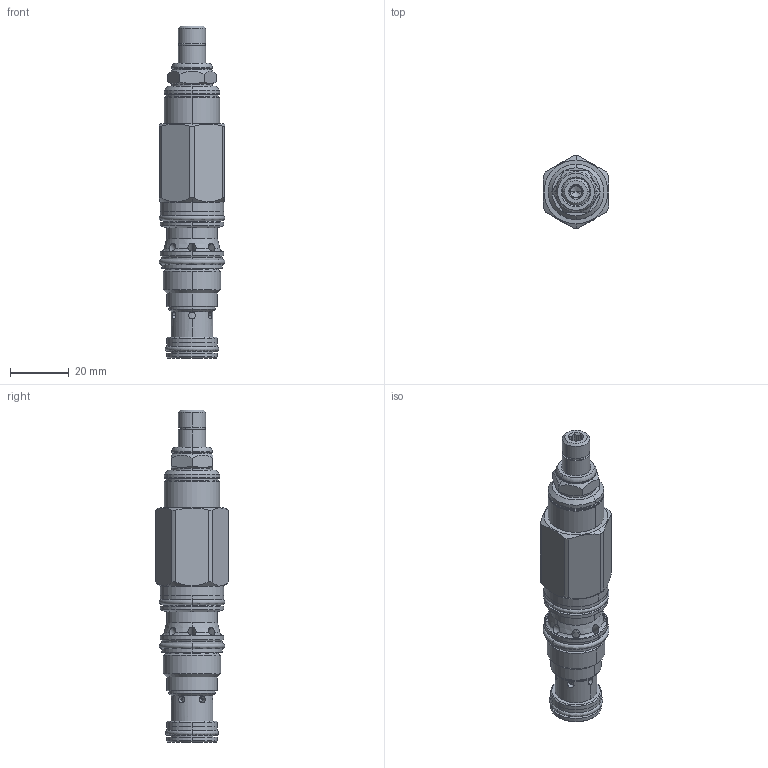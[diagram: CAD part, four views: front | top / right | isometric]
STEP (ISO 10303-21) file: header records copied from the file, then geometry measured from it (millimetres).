
FILE_DESCRIPTION((''),'2;1');
FILE_NAME('HRDA-LAN_PRT','2012-09-04T',('Administrator'),(''),'PRO/ENGINEER BY PARAMETRIC TECHNOLOGY CORPORATION, 2006240','PRO/ENGINEER BY PARAMETRIC TECHNOLOGY CORPORATION, 2006240','');
FILE_SCHEMA(('CONFIG_CONTROL_DESIGN'));
Length unit declared in the file: inch
Products named in the file (1): HRDA-LAN_PRT
Bounding box: 22.55 x 24.84 x 113.51 mm (x, y, z)
Volume: 29936 mm3; surface area: 11534 mm2
Topology: 5 solids, 5 shells, 346 faces, 877 edges, 549 vertices
Faces by surface type: cylinder 165, plane 66, cone 54, torus 41, revolution 12, sphere 8
Entity records: 14789 total; most frequent: CARTESIAN_POINT 6636, ORIENTED_EDGE 1750, DIRECTION 1627, EDGE_CURVE 875, AXIS2_PLACEMENT_3D 686, VERTEX_POINT 549, EDGE_LOOP 388, CIRCLE 352
